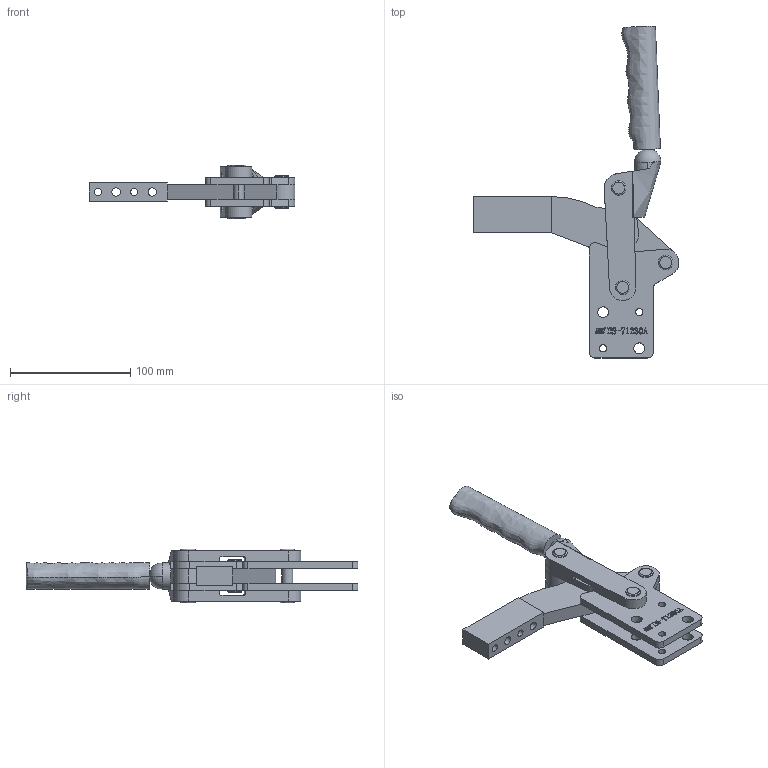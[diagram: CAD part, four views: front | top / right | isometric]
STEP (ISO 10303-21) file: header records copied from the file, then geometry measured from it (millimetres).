
FILE_DESCRIPTION (( 'STEP AP203' ), '1' );
FILE_NAME ('HS-71230A 装配体.STEP', '2018-12-07T08:23:26', ( 'PCOS' ), ( '微软中国' ), 'SwSTEP 2.0', 'SolidWorks 2012', '' );
FILE_SCHEMA (( 'CONFIG_CONTROL_DESIGN' ));
Length unit declared in the file: millimetre
Products named in the file (8): HS-71230A 蚾饜极; 揤參; 种2; 种1; 忒梟; 忒參; 蟀裝; 菁釱
Assembly tree (10 placements, depth 2):
  HS-71230A 蚾饜极
    菁釱
    蟀裝  x2
    忒參
    忒梟
    种1  x2
    种2  x2
    揤參
Bounding box: 171 x 275.62 x 44.8 mm (x, y, z)
Volume: 254074.3 mm3; surface area: 88726.7 mm2
Topology: 14 solids, 14 shells, 605 faces, 1600 edges, 1059 vertices
Faces by surface type: plane 290, cylinder 151, bspline 146, torus 16, sphere 2
Entity records: 26474 total; most frequent: CARTESIAN_POINT 12010, ORIENTED_EDGE 3038, DIRECTION 2371, EDGE_CURVE 1519, VERTEX_POINT 1008, LINE 933, VECTOR 933, AXIS2_PLACEMENT_3D 719
